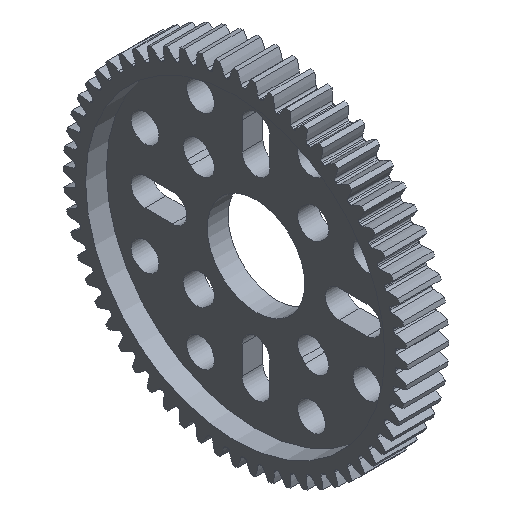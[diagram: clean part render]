
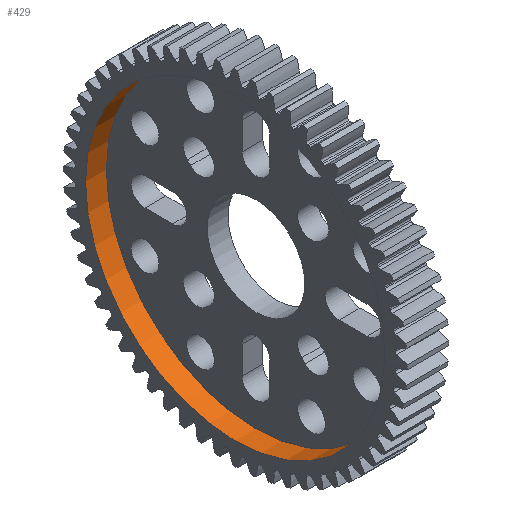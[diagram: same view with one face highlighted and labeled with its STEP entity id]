
A CAD part, isometric view. The second image highlights one B-rep face of the part: STEP entity #429.
In plain terms, the highlighted cylindrical face has radius 21.574 mm (diameter 43.149 mm), a full revolution.
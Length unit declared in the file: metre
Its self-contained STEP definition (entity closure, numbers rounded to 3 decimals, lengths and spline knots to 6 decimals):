
#429 = ADVANCED_FACE( 'NONE', ( #1256, #1257 ), #1258, .F. );
#1256 = FACE_OUTER_BOUND( '', #2523, .T. );
#1257 = FACE_OUTER_BOUND( '', #2524, .T. );
#1258 = CYLINDRICAL_SURFACE( '', #2525, 0.021574 );
#2523 = EDGE_LOOP( '', ( #3904 ) );
#2524 = EDGE_LOOP( '', ( #3905 ) );
#2525 = AXIS2_PLACEMENT_3D( '', #3906, #3907, #3908 );
#3904 = ORIENTED_EDGE( '', *, *, #9608, .T. );
#3905 = ORIENTED_EDGE( '', *, *, #9609, .T. );
#3906 = CARTESIAN_POINT( '', ( -0.0045, 0., 0. ) );
#3907 = DIRECTION( '', ( -1., 0., 0. ) );
#3908 = DIRECTION( '', ( 0., 0., -1. ) );
#9608 = EDGE_CURVE( 'NONE', #11209, #11209, #11210, .T. );
#9609 = EDGE_CURVE( 'NONE', #11211, #11211, #11212, .T. );
#11209 = VERTEX_POINT( '', #13614 );
#11210 = CIRCLE( '', #13615, 0.021574 );
#11211 = VERTEX_POINT( '', #13616 );
#11212 = CIRCLE( '', #13617, 0.021574 );
#13614 = CARTESIAN_POINT( '', ( -0.0015, 0., 0.021574 ) );
#13615 = AXIS2_PLACEMENT_3D( '', #18362, #18363, #18364 );
#13616 = CARTESIAN_POINT( '', ( -0.0045, 0., 0.021574 ) );
#13617 = AXIS2_PLACEMENT_3D( '', #18365, #18366, #18367 );
#18362 = CARTESIAN_POINT( '', ( -0.0015, 0., 0. ) );
#18363 = DIRECTION( '', ( 1., 0., 0. ) );
#18364 = DIRECTION( '', ( 0., 0., 1. ) );
#18365 = CARTESIAN_POINT( '', ( -0.0045, 0., 0. ) );
#18366 = DIRECTION( '', ( -1., 0., 0. ) );
#18367 = DIRECTION( '', ( 0., 0., 1. ) );
